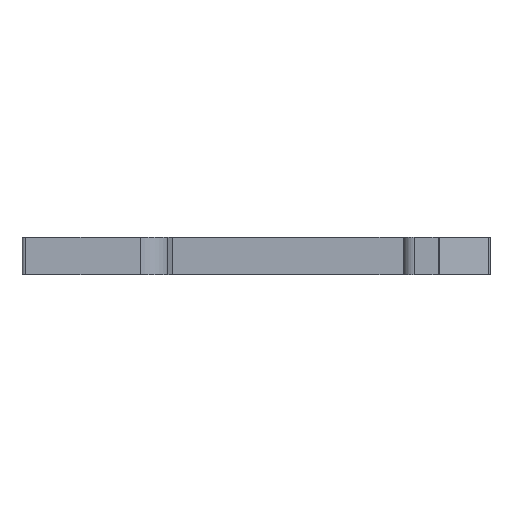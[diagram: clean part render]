
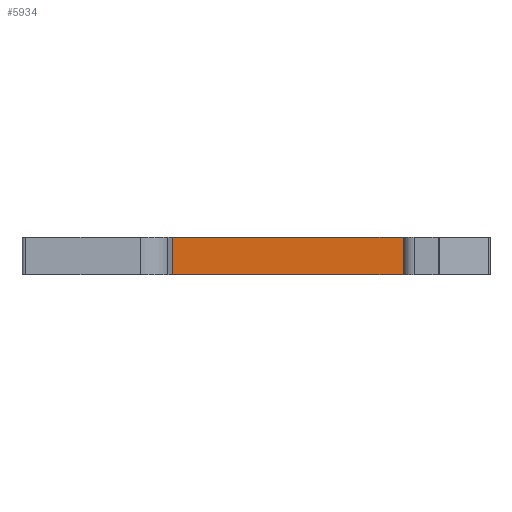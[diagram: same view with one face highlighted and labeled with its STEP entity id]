
A CAD part, front view. The second image highlights one B-rep face of the part: STEP entity #5934.
In plain terms, the highlighted planar face has unit normal (0, -1, 0).
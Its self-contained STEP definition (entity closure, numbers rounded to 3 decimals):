
#2055=DIRECTION('',(0.,0.,-1.));
#2056=VECTOR('',#2055,5.1);
#2057=CARTESIAN_POINT('',(-17.796,0.,0.));
#2058=LINE('',#2057,#2056);
#2059=DIRECTION('',(1.,0.,0.));
#2060=VECTOR('',#2059,35.346);
#2061=CARTESIAN_POINT('',(-17.796,0.,0.));
#2062=LINE('',#2061,#2060);
#2063=DIRECTION('',(-1.,0.,0.));
#2064=VECTOR('',#2063,35.346);
#2065=CARTESIAN_POINT('',(17.55,0.,-5.1));
#2066=LINE('',#2065,#2064);
#2071=DIRECTION('',(0.,0.,1.));
#2072=VECTOR('',#2071,5.1);
#2073=CARTESIAN_POINT('',(17.55,0.,-5.1));
#2074=LINE('',#2073,#2072);
#3345=CARTESIAN_POINT('',(17.55,0.,0.));
#3346=VERTEX_POINT('',#3345);
#3351=CARTESIAN_POINT('',(17.55,0.,-5.1));
#3352=VERTEX_POINT('',#3351);
#3359=CARTESIAN_POINT('',(-17.796,0.,0.));
#3360=VERTEX_POINT('',#3359);
#3375=CARTESIAN_POINT('',(-17.796,0.,-5.1));
#3376=VERTEX_POINT('',#3375);
#5922=CARTESIAN_POINT('',(-36.4,0.,0.));
#5923=DIRECTION('',(0.,-1.,0.));
#5924=DIRECTION('',(1.,0.,0.));
#5925=AXIS2_PLACEMENT_3D('',#5922,#5923,#5924);
#5926=PLANE('',#5925);
#5927=ORIENTED_EDGE('',*,*,#3452,.T.);
#5929=ORIENTED_EDGE('',*,*,#5928,.F.);
#5930=ORIENTED_EDGE('',*,*,#4030,.T.);
#5931=ORIENTED_EDGE('',*,*,#5916,.F.);
#5932=EDGE_LOOP('',(#5927,#5929,#5930,#5931));
#5933=FACE_OUTER_BOUND('',#5932,.F.);
#5934=ADVANCED_FACE('',(#5933),#5926,.T.);
#3452=EDGE_CURVE('',#3360,#3346,#2062,.T.);
#4030=EDGE_CURVE('',#3352,#3376,#2066,.T.);
#5916=EDGE_CURVE('',#3360,#3376,#2058,.T.);
#5928=EDGE_CURVE('',#3352,#3346,#2074,.T.);
